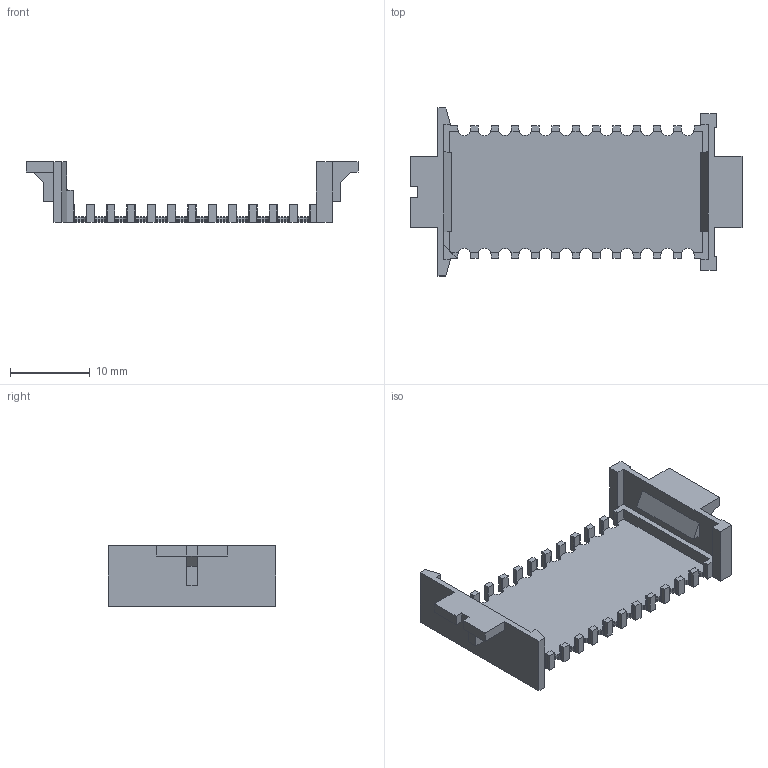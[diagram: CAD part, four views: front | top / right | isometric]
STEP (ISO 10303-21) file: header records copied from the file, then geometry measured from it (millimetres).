
FILE_DESCRIPTION(('FreeCAD Model'),'2;1');
FILE_NAME('Molex78802_PCB_24.step','2021-05-29T06:26:21',('Author'),(''), 'Open CASCADE STEP processor 7.4','FreeCAD','Unknown');
FILE_SCHEMA(('AUTOMOTIVE_DESIGN { 1 0 10303 214 1 1 1 1 }'));
Length unit declared in the file: millimetre
Products named in the file (1): Molex78802_PCB_24
Bounding box: 41.52 x 21 x 7.6 mm (x, y, z)
Volume: 806.7 mm3; surface area: 2154.3 mm2
Topology: 1 solids, 1 shells, 499 faces, 1481 edges, 986 vertices
Faces by surface type: plane 499
Entity records: 16364 total; most frequent: CARTESIAN_POINT 2967, ORIENTED_EDGE 2962, DIRECTION 2481, EDGE_CURVE 1481, LINE 1481, VECTOR 1481, VERTEX_POINT 986, FACE_BOUND 501
